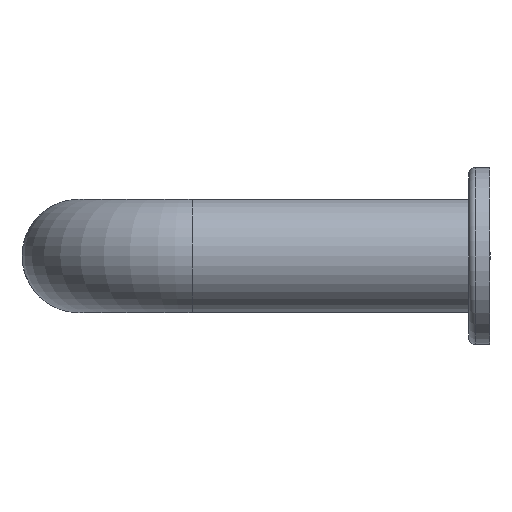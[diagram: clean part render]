
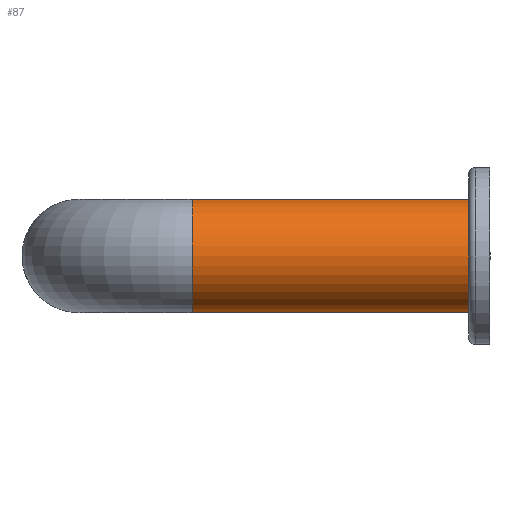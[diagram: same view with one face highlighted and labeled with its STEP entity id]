
A CAD part, left-side view. The second image highlights one B-rep face of the part: STEP entity #87.
In plain terms, the highlighted cylindrical face has radius 4 mm (diameter 8 mm), a full revolution.
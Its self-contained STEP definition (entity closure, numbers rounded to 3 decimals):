
#87 = ADVANCED_FACE( '', ( #192, #193 ), #194, .T. );
#192 = FACE_OUTER_BOUND( '', #299, .T. );
#193 = FACE_OUTER_BOUND( '', #300, .T. );
#194 = CYLINDRICAL_SURFACE( '', #301, 4. );
#299 = EDGE_LOOP( '', ( #438 ) );
#300 = EDGE_LOOP( '', ( #439 ) );
#301 = AXIS2_PLACEMENT_3D( '', #440, #441, #442 );
#438 = ORIENTED_EDGE( '', *, *, #511, .F. );
#439 = ORIENTED_EDGE( '', *, *, #492, .T. );
#440 = CARTESIAN_POINT( '', ( 4., 0., 0. ) );
#441 = DIRECTION( '', ( 0., 1., 0. ) );
#442 = DIRECTION( '', ( 0., 0., -1. ) );
#492 = EDGE_CURVE( '', #552, #552, #553, .T. );
#511 = EDGE_CURVE( '', #582, #582, #583, .T. );
#552 = VERTEX_POINT( '', #625 );
#553 = CIRCLE( '', #626, 4. );
#582 = VERTEX_POINT( '', #655 );
#583 = CIRCLE( '', #656, 4. );
#625 = CARTESIAN_POINT( '', ( 4., 21., -4. ) );
#626 = AXIS2_PLACEMENT_3D( '', #700, #701, #702 );
#655 = CARTESIAN_POINT( '', ( 4., 1.5, -4. ) );
#656 = AXIS2_PLACEMENT_3D( '', #733, #734, #735 );
#700 = CARTESIAN_POINT( '', ( 4., 21., 0. ) );
#701 = DIRECTION( '', ( 0., -1., 0. ) );
#702 = DIRECTION( '', ( 0., 0., -1. ) );
#733 = CARTESIAN_POINT( '', ( 4., 1.5, 0. ) );
#734 = DIRECTION( '', ( 0., -1., 0. ) );
#735 = DIRECTION( '', ( 0., 0., -1. ) );
